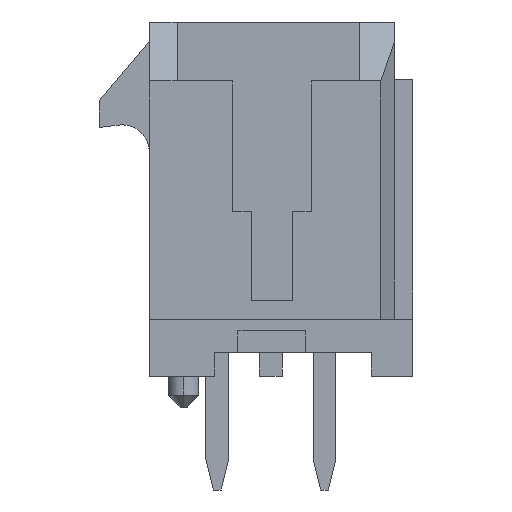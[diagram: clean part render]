
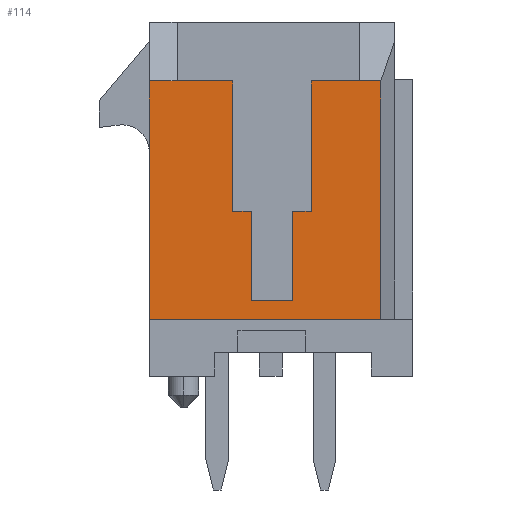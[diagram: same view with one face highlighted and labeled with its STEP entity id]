
A CAD part, left-side view. The second image highlights one B-rep face of the part: STEP entity #114.
In plain terms, the highlighted planar face has unit normal (-1, 0, 0).
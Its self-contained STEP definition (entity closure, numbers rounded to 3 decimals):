
#114=ADVANCED_FACE('',(#971),#972,.F.);
#971=FACE_OUTER_BOUND('',#2671,.T.);
#972=PLANE('',#2672);
#2671=EDGE_LOOP('',(#4396,#4397,#4398,#4399,#4400,#4401,#4402,#4403,#4404,#4405,#4406,#4407,#4408,#4409));
#2672=AXIS2_PLACEMENT_3D('',#4410,#4411,#4412);
#4396=ORIENTED_EDGE('',*,*,#11234,.T.);
#4397=ORIENTED_EDGE('',*,*,#11235,.T.);
#4398=ORIENTED_EDGE('',*,*,#11236,.T.);
#4399=ORIENTED_EDGE('',*,*,#11237,.T.);
#4400=ORIENTED_EDGE('',*,*,#11238,.T.);
#4401=ORIENTED_EDGE('',*,*,#11239,.F.);
#4402=ORIENTED_EDGE('',*,*,#11240,.T.);
#4403=ORIENTED_EDGE('',*,*,#11241,.F.);
#4404=ORIENTED_EDGE('',*,*,#11242,.F.);
#4405=ORIENTED_EDGE('',*,*,#11243,.F.);
#4406=ORIENTED_EDGE('',*,*,#11244,.F.);
#4407=ORIENTED_EDGE('',*,*,#11245,.F.);
#4408=ORIENTED_EDGE('',*,*,#11246,.T.);
#4409=ORIENTED_EDGE('',*,*,#11247,.T.);
#4410=CARTESIAN_POINT('',(-19.825,0.0,0.0));
#4411=DIRECTION('',(1.0,0.0,0.0));
#4412=DIRECTION('',(0.0,1.0,0.0));
#11234=EDGE_CURVE('',#13615,#13616,#13617,.T.);
#11235=EDGE_CURVE('',#13616,#13618,#13619,.T.);
#11236=EDGE_CURVE('',#13618,#13620,#13621,.T.);
#11237=EDGE_CURVE('',#13620,#13622,#13623,.T.);
#11238=EDGE_CURVE('',#13622,#13624,#13625,.T.);
#11239=EDGE_CURVE('',#13626,#13624,#13627,.T.);
#11240=EDGE_CURVE('',#13626,#13628,#13629,.T.);
#11241=EDGE_CURVE('',#13630,#13628,#13631,.T.);
#11242=EDGE_CURVE('',#13632,#13630,#13633,.T.);
#11243=EDGE_CURVE('',#13634,#13632,#13635,.T.);
#11244=EDGE_CURVE('',#13636,#13634,#13637,.T.);
#11245=EDGE_CURVE('',#13638,#13636,#13639,.T.);
#11246=EDGE_CURVE('',#13638,#13640,#13641,.T.);
#11247=EDGE_CURVE('',#13640,#13615,#13642,.T.);
#13615=VERTEX_POINT('',#17294);
#13616=VERTEX_POINT('',#17295);
#13617=LINE('',#17296,#17297);
#13618=VERTEX_POINT('',#17298);
#13619=LINE('',#17299,#17300);
#13620=VERTEX_POINT('',#17301);
#13621=LINE('',#17302,#17303);
#13622=VERTEX_POINT('',#17304);
#13623=LINE('',#17305,#17306);
#13624=VERTEX_POINT('',#17307);
#13625=LINE('',#17308,#17309);
#13626=VERTEX_POINT('',#17310);
#13627=LINE('',#17311,#17312);
#13628=VERTEX_POINT('',#17313);
#13629=LINE('',#17314,#17315);
#13630=VERTEX_POINT('',#17316);
#13631=LINE('',#17317,#17318);
#13632=VERTEX_POINT('',#17319);
#13633=LINE('',#17320,#17321);
#13634=VERTEX_POINT('',#17322);
#13635=LINE('',#17323,#17324);
#13636=VERTEX_POINT('',#17325);
#13637=LINE('',#17326,#17327);
#13638=VERTEX_POINT('',#17328);
#13639=LINE('',#17329,#17330);
#13640=VERTEX_POINT('',#17331);
#13641=LINE('',#17332,#17333);
#13642=LINE('',#17334,#17335);
#17294=CARTESIAN_POINT('',(-19.825,-1.1,-0.345));
#17295=CARTESIAN_POINT('',(-19.825,-0.575,-0.345));
#17296=CARTESIAN_POINT('',(-19.825,-1.1,-0.345));
#17297=VECTOR('',#23142,0.525);
#17298=CARTESIAN_POINT('',(-19.825,-0.575,-2.845));
#17299=CARTESIAN_POINT('',(-19.825,-0.575,-0.345));
#17300=VECTOR('',#23143,2.5);
#17301=CARTESIAN_POINT('',(-19.825,0.575,-2.845));
#17302=CARTESIAN_POINT('',(-19.825,-0.575,-2.845));
#17303=VECTOR('',#23144,1.15);
#17304=CARTESIAN_POINT('',(-19.825,0.575,-0.345));
#17305=CARTESIAN_POINT('',(-19.825,0.575,-2.845));
#17306=VECTOR('',#23145,2.5);
#17307=CARTESIAN_POINT('',(-19.825,1.1,-0.345));
#17308=CARTESIAN_POINT('',(-19.825,0.575,-0.345));
#17309=VECTOR('',#23146,0.525);
#17310=CARTESIAN_POINT('',(-19.825,1.1,3.305));
#17311=CARTESIAN_POINT('',(-19.825,1.1,3.305));
#17312=VECTOR('',#23147,3.65);
#17313=CARTESIAN_POINT('',(-19.825,2.65,3.305));
#17314=CARTESIAN_POINT('',(-19.825,1.1,3.305));
#17315=VECTOR('',#23148,1.55);
#17316=CARTESIAN_POINT('',(-19.825,3.43,3.305));
#17317=CARTESIAN_POINT('',(-19.825,3.43,3.305));
#17318=VECTOR('',#23149,0.78);
#17319=CARTESIAN_POINT('',(-19.825,3.43,-3.355));
#17320=CARTESIAN_POINT('',(-19.825,3.43,-3.355));
#17321=VECTOR('',#23150,6.66);
#17322=CARTESIAN_POINT('',(-19.825,-3.05,-3.355));
#17323=CARTESIAN_POINT('',(-19.825,-3.05,-3.355));
#17324=VECTOR('',#23151,6.48);
#17325=CARTESIAN_POINT('',(-19.825,-3.05,3.305));
#17326=CARTESIAN_POINT('',(-19.825,-3.05,3.305));
#17327=VECTOR('',#23152,6.66);
#17328=CARTESIAN_POINT('',(-19.825,-2.45,3.305));
#17329=CARTESIAN_POINT('',(-19.825,-2.45,3.305));
#17330=VECTOR('',#23153,0.6);
#17331=CARTESIAN_POINT('',(-19.825,-1.1,3.305));
#17332=CARTESIAN_POINT('',(-19.825,-2.45,3.305));
#17333=VECTOR('',#23154,1.35);
#17334=CARTESIAN_POINT('',(-19.825,-1.1,3.305));
#17335=VECTOR('',#23155,3.65);
#23142=DIRECTION('',(0.0,1.0,0.0));
#23143=DIRECTION('',(0.0,0.0,-1.0));
#23144=DIRECTION('',(0.0,1.0,0.0));
#23145=DIRECTION('',(0.0,0.0,1.0));
#23146=DIRECTION('',(0.0,1.0,0.0));
#23147=DIRECTION('',(0.0,0.0,-1.0));
#23148=DIRECTION('',(0.0,1.0,0.0));
#23149=DIRECTION('',(0.0,-1.0,0.0));
#23150=DIRECTION('',(0.0,0.0,1.0));
#23151=DIRECTION('',(0.0,1.0,0.0));
#23152=DIRECTION('',(0.0,0.0,-1.0));
#23153=DIRECTION('',(0.0,-1.0,0.0));
#23154=DIRECTION('',(0.0,1.0,0.0));
#23155=DIRECTION('',(0.0,0.0,-1.0));
